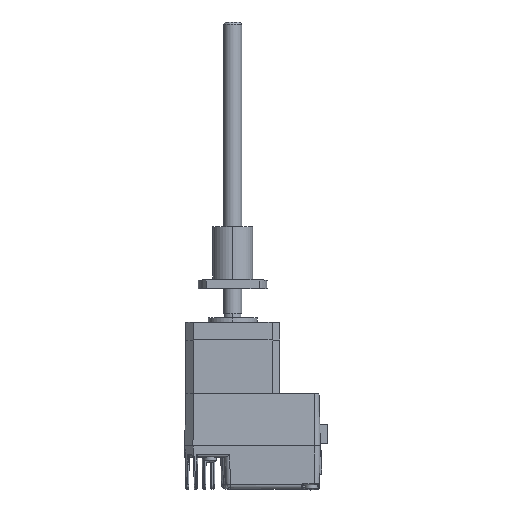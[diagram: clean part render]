
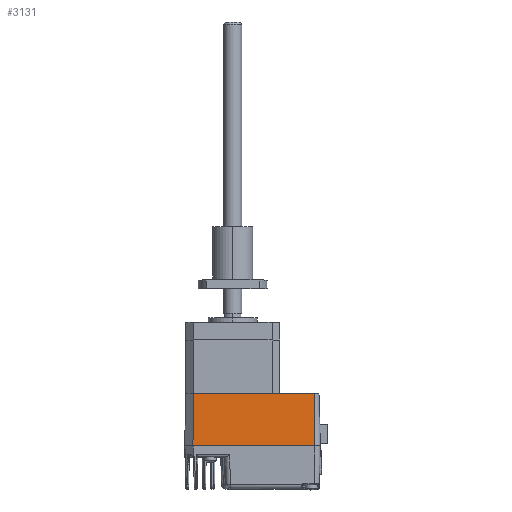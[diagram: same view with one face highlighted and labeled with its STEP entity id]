
A CAD part, top view. The second image highlights one B-rep face of the part: STEP entity #3131.
In plain terms, the highlighted planar face has unit normal (0, 0.026, 1).
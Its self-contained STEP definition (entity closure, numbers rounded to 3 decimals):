
#183 = CARTESIAN_POINT ( 'NONE',  ( -14.336, -74.408, 76.265 ) ) ;
#1874 = FACE_OUTER_BOUND ( 'NONE', #3873, .T. ) ;
#2073 = DIRECTION ( 'NONE',  ( 0., -1., 0.026 ) ) ;
#2368 = DIRECTION ( 'NONE',  ( 0., 1., -0.026 ) ) ;
#2608 = VERTEX_POINT ( 'NONE', #183 ) ;
#3131 = ADVANCED_FACE ( 'NONE', ( #1874 ), #9990, .T. ) ;
#3873 = EDGE_LOOP ( 'NONE', ( #4166, #10067, #10380, #9602 ) ) ;
#4166 = ORIENTED_EDGE ( 'NONE', *, *, #8192, .T. ) ;
#4775 = LINE ( 'NONE', #11466, #16156 ) ;
#5175 = CARTESIAN_POINT ( 'NONE',  ( 40.319, -50.908, 75.65 ) ) ;
#5198 = AXIS2_PLACEMENT_3D ( 'NONE', #11245, #12639, #2073 ) ;
#6014 = EDGE_CURVE ( 'NONE', #2608, #12473, #4775, .T. ) ;
#6128 = VECTOR ( 'NONE', #2368, 1000. ) ;
#6134 = DIRECTION ( 'NONE',  ( 1., 0., 0. ) ) ;
#6714 = EDGE_CURVE ( 'NONE', #17536, #2608, #9022, .T. ) ;
#6825 = CARTESIAN_POINT ( 'NONE',  ( 40.319, -74.408, 76.265 ) ) ;
#7695 = VECTOR ( 'NONE', #14216, 1000. ) ;
#8192 = EDGE_CURVE ( 'NONE', #14744, #17536, #8976, .T. ) ;
#8976 = LINE ( 'NONE', #15477, #7695 ) ;
#9022 = LINE ( 'NONE', #15463, #9674 ) ;
#9602 = ORIENTED_EDGE ( 'NONE', *, *, #10857, .T. ) ;
#9674 = VECTOR ( 'NONE', #11538, 1000. ) ;
#9990 = PLANE ( 'NONE',  #5198 ) ;
#10067 = ORIENTED_EDGE ( 'NONE', *, *, #6714, .T. ) ;
#10380 = ORIENTED_EDGE ( 'NONE', *, *, #6014, .T. ) ;
#10857 = EDGE_CURVE ( 'NONE', #12473, #14744, #17705, .T. ) ;
#11200 = CARTESIAN_POINT ( 'NONE',  ( -14.081, -50.908, 75.65 ) ) ;
#11245 = CARTESIAN_POINT ( 'NONE',  ( -14.081, -50.908, 75.65 ) ) ;
#11466 = CARTESIAN_POINT ( 'NONE',  ( -14.081, -74.408, 76.265 ) ) ;
#11538 = DIRECTION ( 'NONE',  ( -0.011, -1., 0.026 ) ) ;
#12473 = VERTEX_POINT ( 'NONE', #6825 ) ;
#12639 = DIRECTION ( 'NONE',  ( 0., 0.026, 1. ) ) ;
#14216 = DIRECTION ( 'NONE',  ( -1., 0., 0. ) ) ;
#14744 = VERTEX_POINT ( 'NONE', #5175 ) ;
#15463 = CARTESIAN_POINT ( 'NONE',  ( -14.081, -50.908, 75.65 ) ) ;
#15477 = CARTESIAN_POINT ( 'NONE',  ( -14.081, -50.908, 75.65 ) ) ;
#16156 = VECTOR ( 'NONE', #6134, 1000. ) ;
#17363 = CARTESIAN_POINT ( 'NONE',  ( 40.319, -50.908, 75.65 ) ) ;
#17536 = VERTEX_POINT ( 'NONE', #11200 ) ;
#17705 = LINE ( 'NONE', #17363, #6128 ) ;
